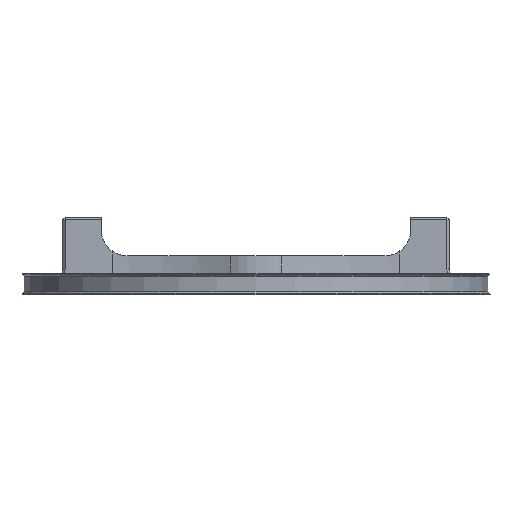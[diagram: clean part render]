
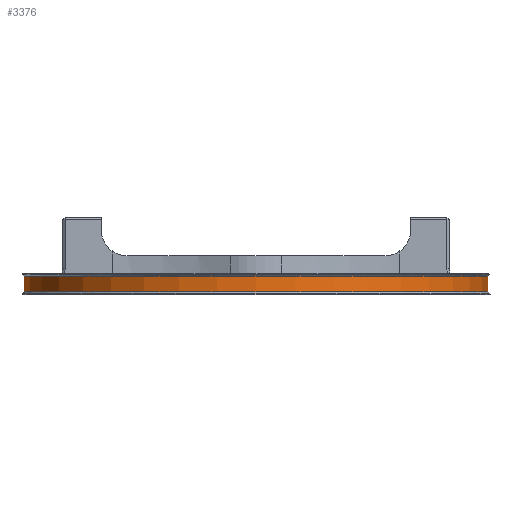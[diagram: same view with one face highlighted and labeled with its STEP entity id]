
A CAD part, top view. The second image highlights one B-rep face of the part: STEP entity #3376.
In plain terms, the highlighted cylindrical face has radius 90 mm (diameter 180 mm), a partial arc.
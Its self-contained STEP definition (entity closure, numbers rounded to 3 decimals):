
#261 = VERTEX_POINT ( 'NONE', #4469 ) ;
#384 = DIRECTION ( 'NONE',  ( 0., 0., -1. ) ) ;
#419 = CARTESIAN_POINT ( 'NONE',  ( 0., 1., 0. ) ) ;
#436 = DIRECTION ( 'NONE',  ( 0., 1., 0. ) ) ;
#533 = DIRECTION ( 'NONE',  ( 0., 0., -1. ) ) ;
#696 = EDGE_CURVE ( 'NONE', #4670, #1191, #924, .T. ) ;
#924 = CIRCLE ( 'NONE', #5134, 90. ) ;
#943 = CYLINDRICAL_SURFACE ( 'NONE', #978, 90. ) ;
#953 = ORIENTED_EDGE ( 'NONE', *, *, #2100, .T. ) ;
#978 = AXIS2_PLACEMENT_3D ( 'NONE', #1668, #4226, #533 ) ;
#1041 = VERTEX_POINT ( 'NONE', #2757 ) ;
#1186 = EDGE_CURVE ( 'NONE', #1041, #3672, #3243, .T. ) ;
#1191 = VERTEX_POINT ( 'NONE', #2856 ) ;
#1223 = DIRECTION ( 'NONE',  ( 0., -1., 0. ) ) ;
#1268 = CIRCLE ( 'NONE', #2296, 90. ) ;
#1307 = DIRECTION ( 'NONE',  ( 0., 0., -1. ) ) ;
#1668 = CARTESIAN_POINT ( 'NONE',  ( 0., 5., 0. ) ) ;
#1679 = EDGE_CURVE ( 'NONE', #1191, #261, #1268, .T. ) ;
#1721 = EDGE_CURVE ( 'NONE', #3217, #261, #3404, .T. ) ;
#2100 = EDGE_CURVE ( 'NONE', #3672, #3217, #2733, .T. ) ;
#2153 = ORIENTED_EDGE ( 'NONE', *, *, #1186, .T. ) ;
#2224 = ORIENTED_EDGE ( 'NONE', *, *, #2790, .T. ) ;
#2296 = AXIS2_PLACEMENT_3D ( 'NONE', #4730, #3890, #3462 ) ;
#2398 = CARTESIAN_POINT ( 'NONE',  ( -10.138, 7., -89.427 ) ) ;
#2405 = LINE ( 'NONE', #2803, #2858 ) ;
#2539 = DIRECTION ( 'NONE',  ( 0., -1., 0. ) ) ;
#2655 = EDGE_LOOP ( 'NONE', ( #2224, #2153, #953, #3688, #2781, #4599 ) ) ;
#2733 = CIRCLE ( 'NONE', #4196, 90. ) ;
#2757 = CARTESIAN_POINT ( 'NONE',  ( 10.138, 7., -89.427 ) ) ;
#2781 = ORIENTED_EDGE ( 'NONE', *, *, #1679, .F. ) ;
#2790 = EDGE_CURVE ( 'NONE', #4670, #1041, #2405, .T. ) ;
#2803 = CARTESIAN_POINT ( 'NONE',  ( 10.138, 5., -89.427 ) ) ;
#2856 = CARTESIAN_POINT ( 'NONE',  ( 0., 1., 90. ) ) ;
#2858 = VECTOR ( 'NONE', #436, 1000. ) ;
#2908 = AXIS2_PLACEMENT_3D ( 'NONE', #5307, #1223, #384 ) ;
#3217 = VERTEX_POINT ( 'NONE', #2398 ) ;
#3243 = CIRCLE ( 'NONE', #2908, 90. ) ;
#3321 = VECTOR ( 'NONE', #5106, 1000. ) ;
#3376 = ADVANCED_FACE ( 'NONE', ( #4627 ), #943, .T. ) ;
#3404 = LINE ( 'NONE', #5159, #3321 ) ;
#3462 = DIRECTION ( 'NONE',  ( 0., 0., -1. ) ) ;
#3672 = VERTEX_POINT ( 'NONE', #4489 ) ;
#3688 = ORIENTED_EDGE ( 'NONE', *, *, #1721, .T. ) ;
#3698 = DIRECTION ( 'NONE',  ( 0., 0., -1. ) ) ;
#3890 = DIRECTION ( 'NONE',  ( 0., -1., 0. ) ) ;
#4196 = AXIS2_PLACEMENT_3D ( 'NONE', #4613, #4512, #3698 ) ;
#4226 = DIRECTION ( 'NONE',  ( 0., -1., 0. ) ) ;
#4360 = CARTESIAN_POINT ( 'NONE',  ( 10.138, 1., -89.427 ) ) ;
#4469 = CARTESIAN_POINT ( 'NONE',  ( -10.138, 1., -89.427 ) ) ;
#4489 = CARTESIAN_POINT ( 'NONE',  ( 0., 7., 90. ) ) ;
#4512 = DIRECTION ( 'NONE',  ( 0., -1., 0. ) ) ;
#4599 = ORIENTED_EDGE ( 'NONE', *, *, #696, .F. ) ;
#4613 = CARTESIAN_POINT ( 'NONE',  ( 0., 7., 0. ) ) ;
#4627 = FACE_OUTER_BOUND ( 'NONE', #2655, .T. ) ;
#4670 = VERTEX_POINT ( 'NONE', #4360 ) ;
#4730 = CARTESIAN_POINT ( 'NONE',  ( 0., 1., 0. ) ) ;
#5106 = DIRECTION ( 'NONE',  ( 0., -1., 0. ) ) ;
#5134 = AXIS2_PLACEMENT_3D ( 'NONE', #419, #2539, #1307 ) ;
#5159 = CARTESIAN_POINT ( 'NONE',  ( -10.138, 5., -89.427 ) ) ;
#5307 = CARTESIAN_POINT ( 'NONE',  ( 0., 7., 0. ) ) ;
